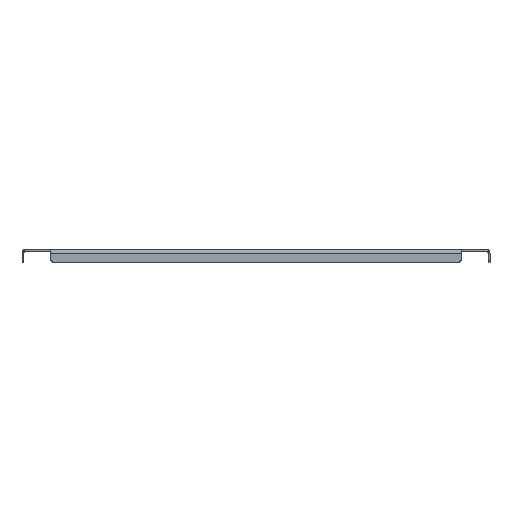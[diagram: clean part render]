
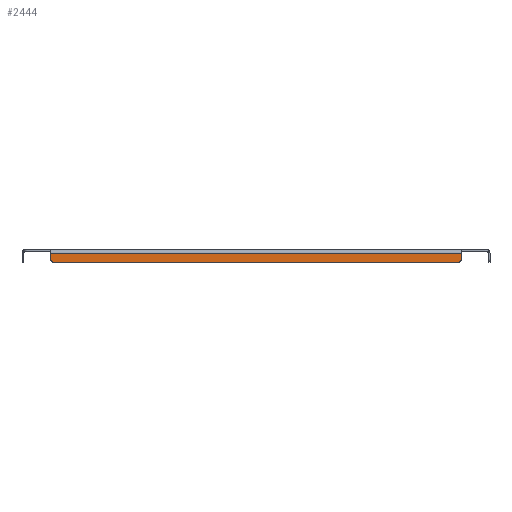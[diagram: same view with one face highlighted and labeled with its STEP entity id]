
A CAD part, front view. The second image highlights one B-rep face of the part: STEP entity #2444.
In plain terms, the highlighted planar face has unit normal (0, -1, 0).
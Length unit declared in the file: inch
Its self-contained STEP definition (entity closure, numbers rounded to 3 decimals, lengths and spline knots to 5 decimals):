
#1 = CARTESIAN_POINT ( 'NONE',  ( 14.46875, -19.46875, -0.237 ) ) ;
#75 = DIRECTION ( 'NONE',  ( 0., 0., 1. ) ) ;
#93 = VERTEX_POINT ( 'NONE', #530 ) ;
#151 = DIRECTION ( 'NONE',  ( 0., -1., 0. ) ) ;
#245 = CARTESIAN_POINT ( 'NONE',  ( 14.46875, -19.46875, -0.237 ) ) ;
#530 = CARTESIAN_POINT ( 'NONE',  ( -14.46875, -19.46875, -0.625 ) ) ;
#592 = CARTESIAN_POINT ( 'NONE',  ( -14.46875, -19.46875, 0. ) ) ;
#621 = ORIENTED_EDGE ( 'NONE', *, *, #3027, .T. ) ;
#658 = DIRECTION ( 'NONE',  ( 0., 0., -1. ) ) ;
#743 = VERTEX_POINT ( 'NONE', #1058 ) ;
#777 = EDGE_CURVE ( 'NONE', #743, #2869, #2105, .T. ) ;
#783 = ORIENTED_EDGE ( 'NONE', *, *, #777, .T. ) ;
#798 = DIRECTION ( 'NONE',  ( 1., 0., 0. ) ) ;
#801 = EDGE_CURVE ( 'NONE', #93, #743, #1550, .T. ) ;
#822 = EDGE_CURVE ( 'NONE', #1973, #93, #3293, .T. ) ;
#1058 = CARTESIAN_POINT ( 'NONE',  ( -14.21875, -19.46875, -0.875 ) ) ;
#1111 = VERTEX_POINT ( 'NONE', #245 ) ;
#1125 = AXIS2_PLACEMENT_3D ( 'NONE', #2196, #151, #3248 ) ;
#1129 = DIRECTION ( 'NONE',  ( 0., 0., -1. ) ) ;
#1196 = CARTESIAN_POINT ( 'NONE',  ( -14.21875, -19.46875, -0.625 ) ) ;
#1223 = AXIS2_PLACEMENT_3D ( 'NONE', #1196, #1926, #658 ) ;
#1282 = ORIENTED_EDGE ( 'NONE', *, *, #822, .T. ) ;
#1346 = CIRCLE ( 'NONE', #1125, 0.25 ) ;
#1362 = CARTESIAN_POINT ( 'NONE',  ( -16.34375, -19.46875, 0. ) ) ;
#1401 = ORIENTED_EDGE ( 'NONE', *, *, #801, .T. ) ;
#1550 = CIRCLE ( 'NONE', #1223, 0.25 ) ;
#1754 = AXIS2_PLACEMENT_3D ( 'NONE', #1362, #2611, #2905 ) ;
#1773 = CARTESIAN_POINT ( 'NONE',  ( -14.46875, -19.46875, -0.237 ) ) ;
#1836 = DIRECTION ( 'NONE',  ( 1., 0., 0. ) ) ;
#1926 = DIRECTION ( 'NONE',  ( 0., -1., 0. ) ) ;
#1940 = VECTOR ( 'NONE', #75, 39.37008 ) ;
#1973 = VERTEX_POINT ( 'NONE', #1773 ) ;
#2105 = LINE ( 'NONE', #3155, #2489 ) ;
#2196 = CARTESIAN_POINT ( 'NONE',  ( 14.21875, -19.46875, -0.625 ) ) ;
#2227 = EDGE_CURVE ( 'NONE', #3103, #1111, #3255, .T. ) ;
#2356 = LINE ( 'NONE', #1, #3345 ) ;
#2444 = ADVANCED_FACE ( 'NONE', ( #3165 ), #2662, .T. ) ;
#2489 = VECTOR ( 'NONE', #798, 39.37008 ) ;
#2494 = CARTESIAN_POINT ( 'NONE',  ( 14.46875, -19.46875, 0. ) ) ;
#2496 = EDGE_CURVE ( 'NONE', #1973, #1111, #2356, .T. ) ;
#2611 = DIRECTION ( 'NONE',  ( 0., -1., 0. ) ) ;
#2662 = PLANE ( 'NONE',  #1754 ) ;
#2755 = VECTOR ( 'NONE', #1129, 39.37008 ) ;
#2869 = VERTEX_POINT ( 'NONE', #3186 ) ;
#2905 = DIRECTION ( 'NONE',  ( 0., 0., -1. ) ) ;
#3027 = EDGE_CURVE ( 'NONE', #2869, #3103, #1346, .T. ) ;
#3087 = ORIENTED_EDGE ( 'NONE', *, *, #2496, .F. ) ;
#3103 = VERTEX_POINT ( 'NONE', #3296 ) ;
#3125 = ORIENTED_EDGE ( 'NONE', *, *, #2227, .T. ) ;
#3129 = EDGE_LOOP ( 'NONE', ( #1282, #1401, #783, #621, #3125, #3087 ) ) ;
#3155 = CARTESIAN_POINT ( 'NONE',  ( -16.34375, -19.46875, -0.875 ) ) ;
#3165 = FACE_OUTER_BOUND ( 'NONE', #3129, .T. ) ;
#3186 = CARTESIAN_POINT ( 'NONE',  ( 14.21875, -19.46875, -0.875 ) ) ;
#3248 = DIRECTION ( 'NONE',  ( 0., 0., -1. ) ) ;
#3255 = LINE ( 'NONE', #2494, #1940 ) ;
#3293 = LINE ( 'NONE', #592, #2755 ) ;
#3296 = CARTESIAN_POINT ( 'NONE',  ( 14.46875, -19.46875, -0.625 ) ) ;
#3345 = VECTOR ( 'NONE', #1836, 39.37008 ) ;
